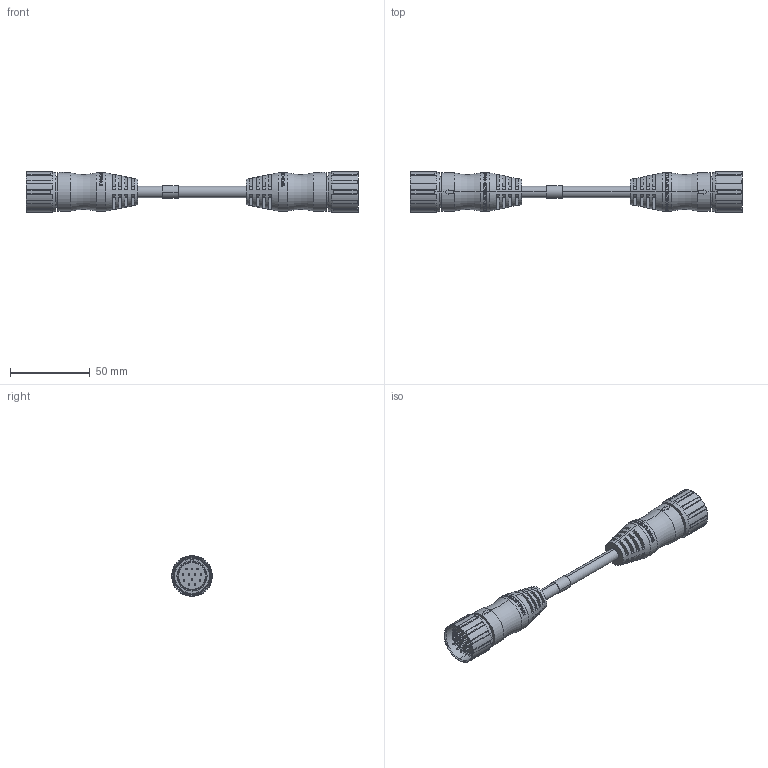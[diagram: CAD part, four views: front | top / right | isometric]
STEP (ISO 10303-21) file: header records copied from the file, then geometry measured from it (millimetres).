
FILE_DESCRIPTION((''),'2;1');
FILE_NAME('242008_SM01_ASM','2024-09-12T11:56:48',('banengservice'),('BANNER ENGINEERING'),'CREO PARAMETRIC BY PTC INC, 2022414','CREO PARAMETRIC BY PTC INC, 2022414','');
FILE_SCHEMA(('CONFIG_CONTROL_DESIGN'));
Products named in the file (2): 242008_EP01; 242008_SM01_ASM
Assembly tree (1 placements, depth 2):
  242008_SM01_ASM
    242008_EP01
Bounding box: 208 x 25.99 x 26 mm (x, y, z)
Volume: 49711.6 mm3; surface area: 21959.9 mm2
Topology: 1 solids, 1 shells, 1389 faces, 3845 edges, 2519 vertices
Faces by surface type: bspline 614, plane 500, cylinder 210, cone 44, sphere 17, torus 4
Entity records: 63406 total; most frequent: CARTESIAN_POINT 29188, ORIENTED_EDGE 7632, DIRECTION 6384, EDGE_CURVE 3816, VERTEX_POINT 2519, AXIS2_PLACEMENT_3D 2132, VECTOR 2120, LINE 2120
